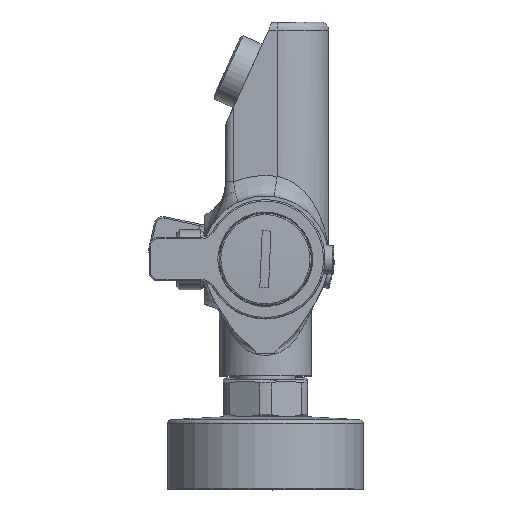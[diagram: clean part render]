
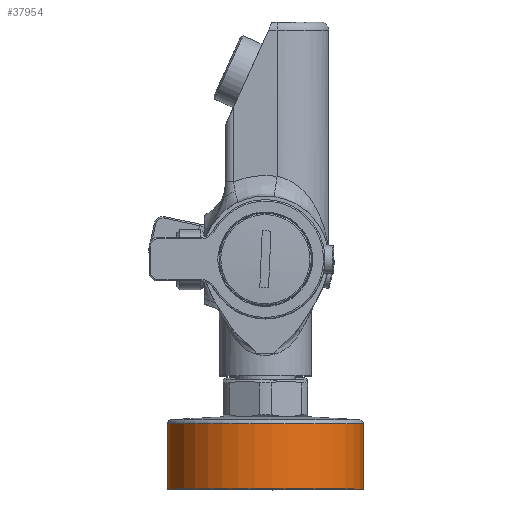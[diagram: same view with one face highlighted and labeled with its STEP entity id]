
A CAD part, top view. The second image highlights one B-rep face of the part: STEP entity #37954.
In plain terms, the highlighted cylindrical face has radius 33.75 mm (diameter 67.5 mm), a full revolution.
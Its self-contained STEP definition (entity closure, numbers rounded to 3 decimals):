
#2411 = CYLINDRICAL_SURFACE ( 'NONE', #21334, 33.75 ) ;
#3742 = VERTEX_POINT ( 'NONE', #20077 ) ;
#9844 = CARTESIAN_POINT ( 'NONE',  ( 0., -78.95, 74.5 ) ) ;
#13708 = CIRCLE ( 'NONE', #20023, 33.75 ) ;
#14410 = AXIS2_PLACEMENT_3D ( 'NONE', #9844, #45440, #37333 ) ;
#16216 = CARTESIAN_POINT ( 'NONE',  ( 0., -56.57, 74.5 ) ) ;
#16396 = DIRECTION ( 'NONE',  ( 0., 1., 0. ) ) ;
#16887 = EDGE_CURVE ( 'NONE', #32136, #32136, #39616, .T. ) ;
#20023 = AXIS2_PLACEMENT_3D ( 'NONE', #16216, #16396, #47798 ) ;
#20077 = CARTESIAN_POINT ( 'NONE',  ( 2.399, -56.57, 108.165 ) ) ;
#21334 = AXIS2_PLACEMENT_3D ( 'NONE', #35230, #31786, #46763 ) ;
#22708 = CARTESIAN_POINT ( 'NONE',  ( 2.399, -78.95, 108.165 ) ) ;
#24117 = ORIENTED_EDGE ( 'NONE', *, *, #16887, .T. ) ;
#25521 = EDGE_LOOP ( 'NONE', ( #24117 ) ) ;
#26377 = FACE_OUTER_BOUND ( 'NONE', #31081, .T. ) ;
#31081 = EDGE_LOOP ( 'NONE', ( #41286 ) ) ;
#31786 = DIRECTION ( 'NONE',  ( 0., 1., 0. ) ) ;
#32136 = VERTEX_POINT ( 'NONE', #22708 ) ;
#35230 = CARTESIAN_POINT ( 'NONE',  ( 0., -51.47, 74.5 ) ) ;
#37333 = DIRECTION ( 'NONE',  ( 0.071, 0., 0.997 ) ) ;
#37954 = ADVANCED_FACE ( 'NONE', ( #44173, #26377 ), #2411, .T. ) ;
#39616 = CIRCLE ( 'NONE', #14410, 33.75 ) ;
#41286 = ORIENTED_EDGE ( 'NONE', *, *, #45788, .F. ) ;
#44173 = FACE_OUTER_BOUND ( 'NONE', #25521, .T. ) ;
#45440 = DIRECTION ( 'NONE',  ( 0., 1., 0. ) ) ;
#45788 = EDGE_CURVE ( 'NONE', #3742, #3742, #13708, .T. ) ;
#46763 = DIRECTION ( 'NONE',  ( 0.071, 0., 0.997 ) ) ;
#47798 = DIRECTION ( 'NONE',  ( 0.071, 0., 0.997 ) ) ;
